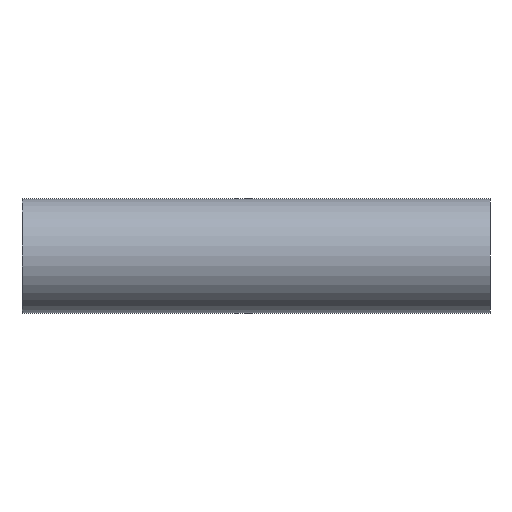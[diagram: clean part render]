
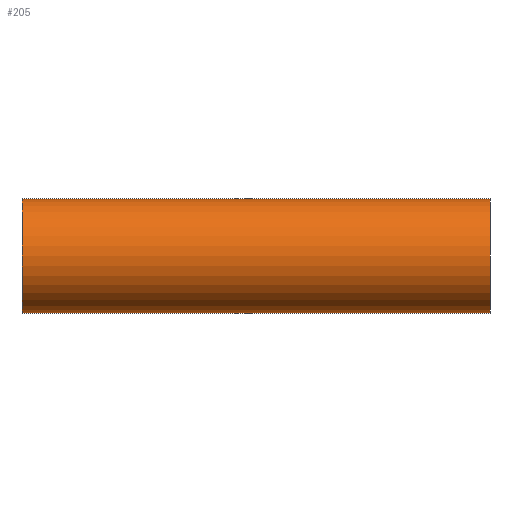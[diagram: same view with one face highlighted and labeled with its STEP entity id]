
A CAD part, left-side view. The second image highlights one B-rep face of the part: STEP entity #205.
In plain terms, the highlighted cylindrical face has radius 5.588 mm (diameter 11.176 mm), a partial arc.
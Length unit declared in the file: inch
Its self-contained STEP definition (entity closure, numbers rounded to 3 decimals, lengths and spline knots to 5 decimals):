
#1 = VERTEX_POINT ( 'NONE', #147 ) ;
#9 = ORIENTED_EDGE ( 'NONE', *, *, #331, .F. ) ;
#21 = DIRECTION ( 'NONE',  ( 0., 0., 1. ) ) ;
#22 = DIRECTION ( 'NONE',  ( 0., 1., 0. ) ) ;
#23 = CARTESIAN_POINT ( 'NONE',  ( 0., 0., 0. ) ) ;
#26 = CARTESIAN_POINT ( 'NONE',  ( 0., 1.8, -0.22 ) ) ;
#40 = LINE ( 'NONE', #314, #247 ) ;
#67 = CARTESIAN_POINT ( 'NONE',  ( 0., 0., -0.22 ) ) ;
#68 = AXIS2_PLACEMENT_3D ( 'NONE', #185, #213, #210 ) ;
#82 = AXIS2_PLACEMENT_3D ( 'NONE', #239, #85, #269 ) ;
#85 = DIRECTION ( 'NONE',  ( 0., 1., 0. ) ) ;
#93 = CIRCLE ( 'NONE', #197, 0.22 ) ;
#116 = ORIENTED_EDGE ( 'NONE', *, *, #303, .F. ) ;
#121 = VECTOR ( 'NONE', #192, 39.37008 ) ;
#146 = EDGE_CURVE ( 'NONE', #324, #1, #93, .T. ) ;
#147 = CARTESIAN_POINT ( 'NONE',  ( 0., 0., 0.22 ) ) ;
#181 = CARTESIAN_POINT ( 'NONE',  ( 0., 1.8, 0.22 ) ) ;
#185 = CARTESIAN_POINT ( 'NONE',  ( 0., 1.8, 0. ) ) ;
#187 = CIRCLE ( 'NONE', #82, 0.22 ) ;
#192 = DIRECTION ( 'NONE',  ( 0., -1., 0. ) ) ;
#197 = AXIS2_PLACEMENT_3D ( 'NONE', #23, #22, #21 ) ;
#199 = VERTEX_POINT ( 'NONE', #26 ) ;
#204 = LINE ( 'NONE', #254, #121 ) ;
#205 = ADVANCED_FACE ( 'NONE', ( #223 ), #323, .T. ) ;
#207 = EDGE_LOOP ( 'NONE', ( #116, #9, #275, #248 ) ) ;
#210 = DIRECTION ( 'NONE',  ( 0., 0., -1. ) ) ;
#213 = DIRECTION ( 'NONE',  ( 0., -1., 0. ) ) ;
#215 = VERTEX_POINT ( 'NONE', #181 ) ;
#223 = FACE_OUTER_BOUND ( 'NONE', #207, .T. ) ;
#239 = CARTESIAN_POINT ( 'NONE',  ( 0., 1.8, 0. ) ) ;
#247 = VECTOR ( 'NONE', #318, 39.37008 ) ;
#248 = ORIENTED_EDGE ( 'NONE', *, *, #146, .T. ) ;
#254 = CARTESIAN_POINT ( 'NONE',  ( 0., 1.8, 0.22 ) ) ;
#269 = DIRECTION ( 'NONE',  ( 0., 0., 1. ) ) ;
#275 = ORIENTED_EDGE ( 'NONE', *, *, #308, .T. ) ;
#303 = EDGE_CURVE ( 'NONE', #215, #1, #204, .T. ) ;
#308 = EDGE_CURVE ( 'NONE', #199, #324, #40, .T. ) ;
#314 = CARTESIAN_POINT ( 'NONE',  ( 0., 1.8, -0.22 ) ) ;
#318 = DIRECTION ( 'NONE',  ( 0., -1., 0. ) ) ;
#323 = CYLINDRICAL_SURFACE ( 'NONE', #68, 0.22 ) ;
#324 = VERTEX_POINT ( 'NONE', #67 ) ;
#331 = EDGE_CURVE ( 'NONE', #199, #215, #187, .T. ) ;
